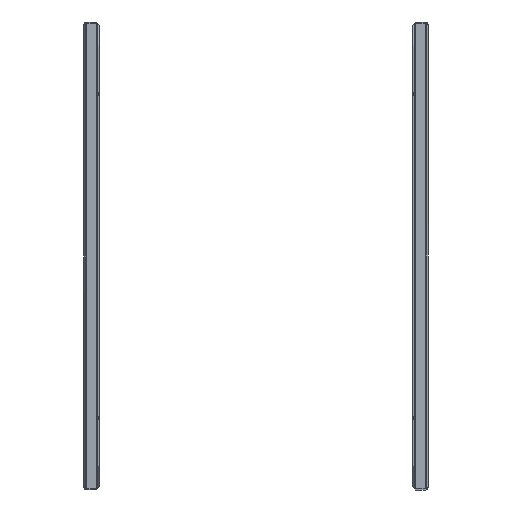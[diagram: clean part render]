
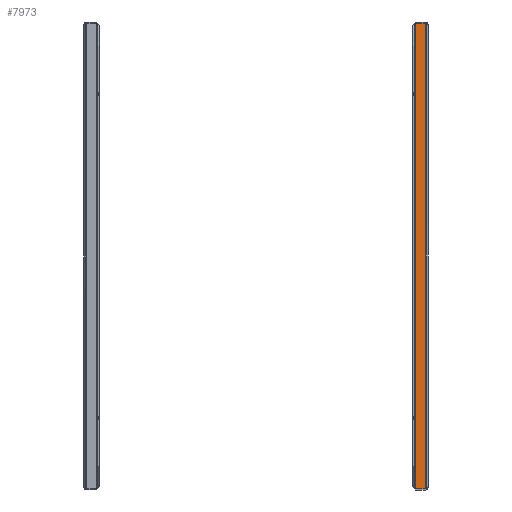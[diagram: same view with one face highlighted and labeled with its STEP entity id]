
A CAD part, front view. The second image highlights one B-rep face of the part: STEP entity #7973.
In plain terms, the highlighted planar face has unit normal (0, -1, 0).
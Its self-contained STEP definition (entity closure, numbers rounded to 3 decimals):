
#96 = CARTESIAN_POINT ( 'NONE',  ( -13.6, -998.5, 276.246 ) ) ;
#331 = ORIENTED_EDGE ( 'NONE', *, *, #8784, .F. ) ;
#645 = LINE ( 'NONE', #6414, #6747 ) ;
#703 = LINE ( 'NONE', #5713, #4860 ) ;
#1248 = VERTEX_POINT ( 'NONE', #6586 ) ;
#1452 = LINE ( 'NONE', #8817, #5507 ) ;
#1746 = DIRECTION ( 'NONE',  ( 0., 0., -1. ) ) ;
#2690 = AXIS2_PLACEMENT_3D ( 'NONE', #4732, #4704, #10928 ) ;
#3099 = VERTEX_POINT ( 'NONE', #10709 ) ;
#3534 = DIRECTION ( 'NONE',  ( -1., 0., 0. ) ) ;
#3722 = FACE_OUTER_BOUND ( 'NONE', #10575, .T. ) ;
#4213 = CARTESIAN_POINT ( 'NONE',  ( -2., -998.5, -276.246 ) ) ;
#4320 = EDGE_CURVE ( 'NONE', #6466, #1248, #1452, .T. ) ;
#4620 = EDGE_CURVE ( 'NONE', #8879, #1248, #645, .T. ) ;
#4704 = DIRECTION ( 'NONE',  ( 0., 1., 0. ) ) ;
#4732 = CARTESIAN_POINT ( 'NONE',  ( 0., -998.5, 278. ) ) ;
#4860 = VECTOR ( 'NONE', #5794, 1000. ) ;
#5503 = DIRECTION ( 'NONE',  ( 0., 0., -1. ) ) ;
#5507 = VECTOR ( 'NONE', #3534, 1000. ) ;
#5713 = CARTESIAN_POINT ( 'NONE',  ( 0., -998.5, 276.246 ) ) ;
#5794 = DIRECTION ( 'NONE',  ( -1., 0., 0. ) ) ;
#6414 = CARTESIAN_POINT ( 'NONE',  ( -13.6, -998.5, 278. ) ) ;
#6466 = VERTEX_POINT ( 'NONE', #4213 ) ;
#6586 = CARTESIAN_POINT ( 'NONE',  ( -13.6, -998.5, -276.246 ) ) ;
#6747 = VECTOR ( 'NONE', #5503, 1000. ) ;
#6944 = LINE ( 'NONE', #6978, #11365 ) ;
#6978 = CARTESIAN_POINT ( 'NONE',  ( -2., -998.5, -278. ) ) ;
#7973 = ADVANCED_FACE ( 'NONE', ( #3722 ), #9230, .F. ) ;
#8682 = ORIENTED_EDGE ( 'NONE', *, *, #9154, .T. ) ;
#8784 = EDGE_CURVE ( 'NONE', #3099, #6466, #6944, .T. ) ;
#8817 = CARTESIAN_POINT ( 'NONE',  ( 0., -998.5, -276.246 ) ) ;
#8879 = VERTEX_POINT ( 'NONE', #96 ) ;
#8993 = ORIENTED_EDGE ( 'NONE', *, *, #4320, .F. ) ;
#9154 = EDGE_CURVE ( 'NONE', #3099, #8879, #703, .T. ) ;
#9230 = PLANE ( 'NONE',  #2690 ) ;
#9746 = ORIENTED_EDGE ( 'NONE', *, *, #4620, .T. ) ;
#10575 = EDGE_LOOP ( 'NONE', ( #8993, #331, #8682, #9746 ) ) ;
#10709 = CARTESIAN_POINT ( 'NONE',  ( -2., -998.5, 276.246 ) ) ;
#10928 = DIRECTION ( 'NONE',  ( 0., 0., 1. ) ) ;
#11365 = VECTOR ( 'NONE', #1746, 1000. ) ;
